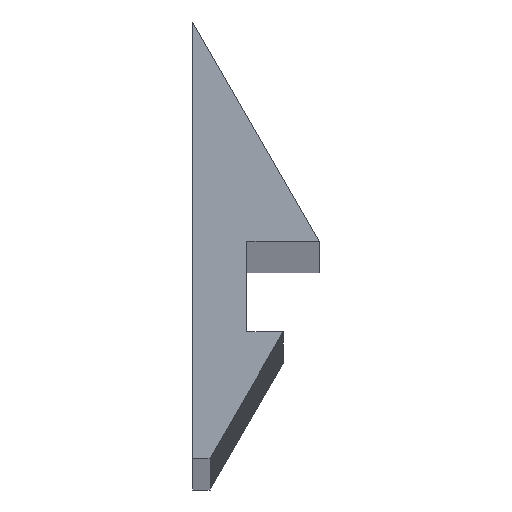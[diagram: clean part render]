
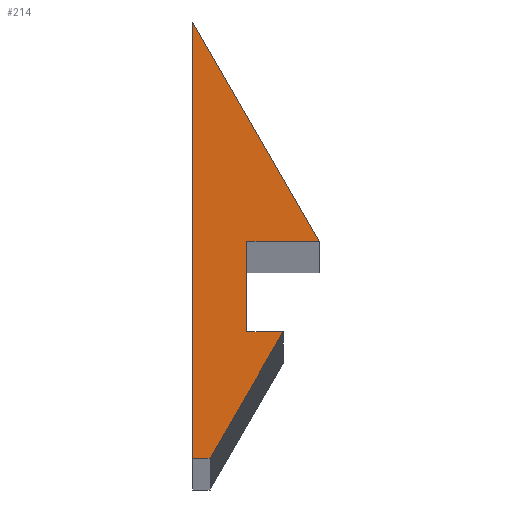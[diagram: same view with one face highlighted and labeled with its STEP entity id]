
A CAD part, top view. The second image highlights one B-rep face of the part: STEP entity #214.
In plain terms, the highlighted planar face has unit normal (0, 0, 1).
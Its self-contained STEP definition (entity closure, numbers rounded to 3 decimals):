
#214=ADVANCED_FACE('',(#231),#232,.T.);
#231=FACE_OUTER_BOUND('',#249,.T.);
#232=PLANE('',#250);
#249=EDGE_LOOP('',(#302,#303,#304,#305,#306,#307,#308));
#250=AXIS2_PLACEMENT_3D('',#309,#310,#311);
#302=ORIENTED_EDGE('',*,*,#332,.T.);
#303=ORIENTED_EDGE('',*,*,#336,.T.);
#304=ORIENTED_EDGE('',*,*,#329,.T.);
#305=ORIENTED_EDGE('',*,*,#322,.T.);
#306=ORIENTED_EDGE('',*,*,#326,.T.);
#307=ORIENTED_EDGE('',*,*,#338,.T.);
#308=ORIENTED_EDGE('',*,*,#341,.T.);
#309=CARTESIAN_POINT('',(0.0,0.0,500.0));
#310=DIRECTION('',(0.0,0.0,1.0));
#311=DIRECTION('',(1.0,0.0,0.0));
#322=EDGE_CURVE('',#343,#344,#345,.T.);
#326=EDGE_CURVE('',#344,#351,#352,.T.);
#329=EDGE_CURVE('',#356,#343,#357,.T.);
#332=EDGE_CURVE('',#361,#362,#363,.T.);
#336=EDGE_CURVE('',#362,#356,#369,.T.);
#338=EDGE_CURVE('',#351,#371,#372,.T.);
#341=EDGE_CURVE('',#371,#361,#376,.T.);
#343=VERTEX_POINT('',#378);
#344=VERTEX_POINT('',#379);
#345=LINE('',#380,#381);
#351=VERTEX_POINT('',#390);
#352=LINE('',#391,#392);
#356=VERTEX_POINT('',#398);
#357=LINE('',#399,#400);
#361=VERTEX_POINT('',#406);
#362=VERTEX_POINT('',#407);
#363=LINE('',#408,#409);
#369=LINE('',#418,#419);
#371=VERTEX_POINT('',#422);
#372=LINE('',#423,#424);
#376=LINE('',#430,#431);
#378=CARTESIAN_POINT('',(8.0,0.,500.0));
#379=CARTESIAN_POINT('',(1.0,12.124,500.0));
#380=CARTESIAN_POINT('',(4.5,6.062,500.0));
#381=VECTOR('',#434,1.0);
#390=CARTESIAN_POINT('',(1.0,-12.0,500.0));
#391=CARTESIAN_POINT('',(1.0,0.062,500.0));
#392=VECTOR('',#438,1.0);
#398=CARTESIAN_POINT('',(4.0,0.,500.0));
#399=CARTESIAN_POINT('',(6.0,0.,500.0));
#400=VECTOR('',#441,1.0);
#406=CARTESIAN_POINT('',(6.0,-5.0,500.0));
#407=CARTESIAN_POINT('',(4.0,-5.0,500.0));
#408=CARTESIAN_POINT('',(5.0,-5.0,500.0));
#409=VECTOR('',#444,1.0);
#418=CARTESIAN_POINT('',(4.0,-2.5,500.0));
#419=VECTOR('',#448,1.0);
#422=CARTESIAN_POINT('',(1.959,-12.0,500.0));
#423=CARTESIAN_POINT('',(1.479,-12.0,500.0));
#424=VECTOR('',#450,1.0);
#430=CARTESIAN_POINT('',(3.979,-8.5,500.0));
#431=VECTOR('',#453,1.0);
#434=DIRECTION('',(-0.5,0.866,0.0));
#438=DIRECTION('',(0.,-1.0,0.0));
#441=DIRECTION('',(1.0,0.0,0.0));
#444=DIRECTION('',(-1.0,0.,0.0));
#448=DIRECTION('',(0.,1.0,0.0));
#450=DIRECTION('',(1.0,0.0,0.0));
#453=DIRECTION('',(0.5,0.866,0.0));
